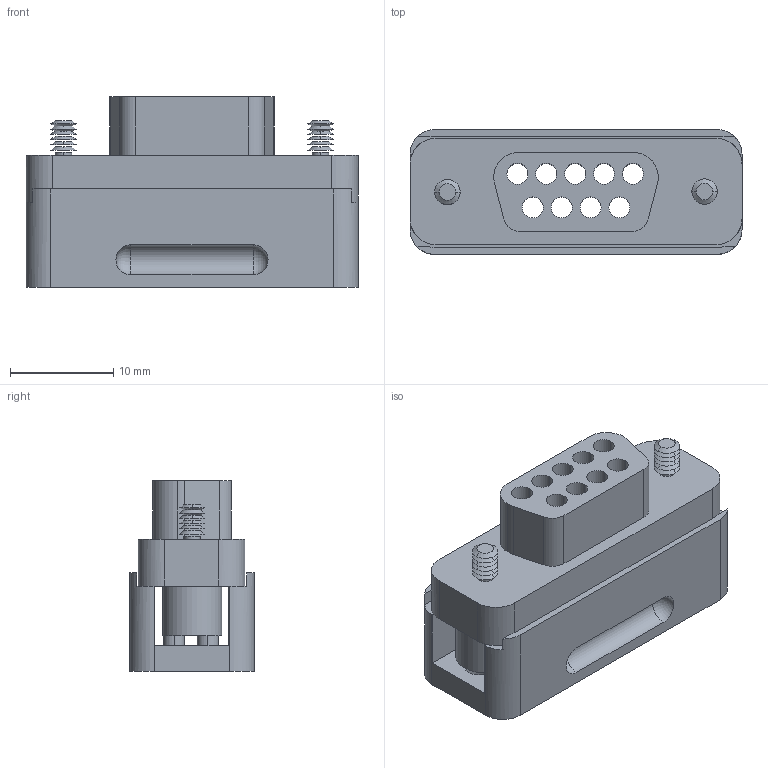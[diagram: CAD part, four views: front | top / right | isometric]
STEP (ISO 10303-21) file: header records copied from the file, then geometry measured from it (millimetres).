
FILE_DESCRIPTION (( 'STEP AP214' ), '1' );
FILE_NAME ('XSD-9-s-vac.step', '2017-07-10T06:50:43', ( 'install' ), ( '' ), 'SwSTEP 2.0', 'SolidWorks 2015', '' );
FILE_SCHEMA (( 'AUTOMOTIVE_DESIGN' ));
Length unit declared in the file: inch
Products named in the file (1): XSD-9-s-vac
Bounding box: 32.13 x 12.06 x 18.47 mm (x, y, z)
Surface area: 3564.6 mm2 (no closed solid volume)
Topology: 0 solids, 9 shells, 118 faces, 355 edges, 236 vertices
Faces by surface type: cylinder 47, plane 35, cone 32, torus 4
Entity records: 4106 total; most frequent: DIRECTION 757, CARTESIAN_POINT 734, ORIENTED_EDGE 638, EDGE_CURVE 355, AXIS2_PLACEMENT_3D 291, VERTEX_POINT 236, LINE 175, VECTOR 175
